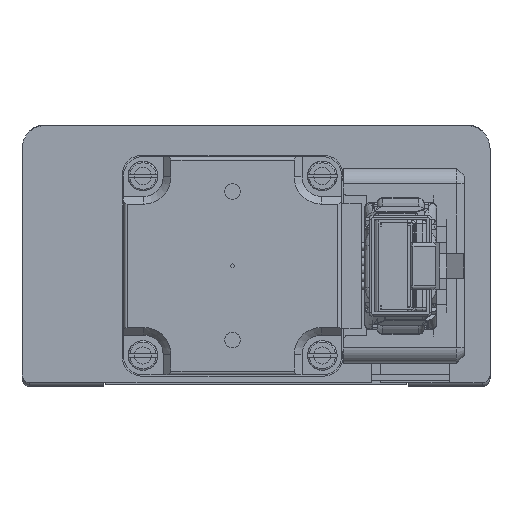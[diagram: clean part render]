
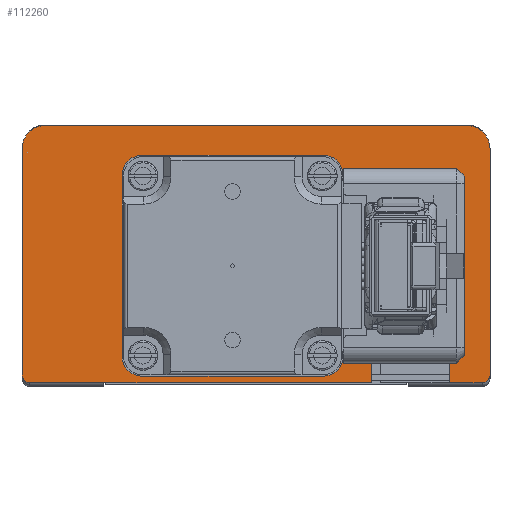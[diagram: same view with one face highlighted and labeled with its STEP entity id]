
A CAD part, front view. The second image highlights one B-rep face of the part: STEP entity #112260.
In plain terms, the highlighted face is planar.
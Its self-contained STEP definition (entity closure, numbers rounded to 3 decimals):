
#3995=LINE('',#189829,#16808);
#3999=LINE('',#189839,#16812);
#4002=LINE('',#189847,#16815);
#4005=LINE('',#189855,#16818);
#4008=LINE('',#189863,#16821);
#4010=LINE('',#189867,#16823);
#4012=LINE('',#189871,#16825);
#4013=LINE('',#189873,#16826);
#4014=LINE('',#189874,#16827);
#4015=LINE('',#189879,#16828);
#4016=LINE('',#189883,#16829);
#4017=LINE('',#189887,#16830);
#4018=LINE('',#189891,#16831);
#4019=LINE('',#189895,#16832);
#4020=LINE('',#189899,#16833);
#4021=LINE('',#189903,#16834);
#16808=VECTOR('',#159529,1000.);
#16812=VECTOR('',#159539,1000.);
#16815=VECTOR('',#159548,1000.);
#16818=VECTOR('',#159557,1000.);
#16821=VECTOR('',#159566,1000.);
#16823=VECTOR('',#159570,1000.);
#16825=VECTOR('',#159574,1000.);
#16826=VECTOR('',#159575,1000.);
#16827=VECTOR('',#159576,1000.);
#16828=VECTOR('',#159579,1000.);
#16829=VECTOR('',#159582,1000.);
#16830=VECTOR('',#159585,1000.);
#16831=VECTOR('',#159588,1000.);
#16832=VECTOR('',#159591,1000.);
#16833=VECTOR('',#159594,1000.);
#16834=VECTOR('',#159597,1000.);
#31050=ORIENTED_EDGE('',*,*,#63826,.F.);
#31051=ORIENTED_EDGE('',*,*,#63847,.F.);
#31052=ORIENTED_EDGE('',*,*,#63848,.F.);
#31053=ORIENTED_EDGE('',*,*,#63845,.F.);
#31054=ORIENTED_EDGE('',*,*,#63843,.F.);
#31055=ORIENTED_EDGE('',*,*,#63841,.T.);
#31056=ORIENTED_EDGE('',*,*,#63839,.F.);
#31057=ORIENTED_EDGE('',*,*,#63837,.T.);
#31058=ORIENTED_EDGE('',*,*,#63835,.F.);
#31059=ORIENTED_EDGE('',*,*,#63833,.T.);
#31060=ORIENTED_EDGE('',*,*,#63831,.F.);
#31061=ORIENTED_EDGE('',*,*,#63829,.T.);
#31062=ORIENTED_EDGE('',*,*,#63849,.T.);
#31063=ORIENTED_EDGE('',*,*,#63850,.T.);
#31064=ORIENTED_EDGE('',*,*,#63851,.T.);
#31065=ORIENTED_EDGE('',*,*,#63852,.T.);
#31066=ORIENTED_EDGE('',*,*,#63853,.T.);
#31067=ORIENTED_EDGE('',*,*,#63854,.T.);
#31068=ORIENTED_EDGE('',*,*,#63855,.T.);
#31069=ORIENTED_EDGE('',*,*,#63856,.T.);
#31070=ORIENTED_EDGE('',*,*,#63857,.T.);
#31071=ORIENTED_EDGE('',*,*,#63858,.T.);
#31072=ORIENTED_EDGE('',*,*,#63859,.T.);
#31073=ORIENTED_EDGE('',*,*,#63860,.T.);
#31074=ORIENTED_EDGE('',*,*,#63861,.T.);
#31075=ORIENTED_EDGE('',*,*,#63862,.T.);
#31076=ORIENTED_EDGE('',*,*,#63863,.T.);
#31077=ORIENTED_EDGE('',*,*,#63864,.T.);
#63826=EDGE_CURVE('',#80413,#80414,#3995,.T.);
#63829=EDGE_CURVE('',#80415,#80414,#91339,.T.);
#63831=EDGE_CURVE('',#80415,#80416,#3999,.T.);
#63833=EDGE_CURVE('',#80417,#80416,#91340,.T.);
#63835=EDGE_CURVE('',#80417,#80418,#4002,.T.);
#63837=EDGE_CURVE('',#80419,#80418,#91341,.T.);
#63839=EDGE_CURVE('',#80419,#80420,#4005,.T.);
#63841=EDGE_CURVE('',#80421,#80420,#91342,.T.);
#63843=EDGE_CURVE('',#80421,#80422,#4008,.T.);
#63845=EDGE_CURVE('',#80422,#80423,#4010,.T.);
#63847=EDGE_CURVE('',#80424,#80413,#4012,.T.);
#63848=EDGE_CURVE('',#80423,#80424,#4013,.T.);
#63849=EDGE_CURVE('',#80425,#80426,#4014,.T.);
#63850=EDGE_CURVE('',#80426,#80427,#91343,.T.);
#63851=EDGE_CURVE('',#80427,#80428,#4015,.T.);
#63852=EDGE_CURVE('',#80428,#80429,#91344,.T.);
#63853=EDGE_CURVE('',#80429,#80430,#4016,.T.);
#63854=EDGE_CURVE('',#80430,#80431,#91345,.T.);
#63855=EDGE_CURVE('',#80431,#80432,#4017,.T.);
#63856=EDGE_CURVE('',#80432,#80433,#91346,.T.);
#63857=EDGE_CURVE('',#80433,#80434,#4018,.T.);
#63858=EDGE_CURVE('',#80434,#80435,#91347,.T.);
#63859=EDGE_CURVE('',#80435,#80436,#4019,.T.);
#63860=EDGE_CURVE('',#80436,#80437,#91348,.T.);
#63861=EDGE_CURVE('',#80437,#80438,#4020,.T.);
#63862=EDGE_CURVE('',#80438,#80439,#91349,.T.);
#63863=EDGE_CURVE('',#80439,#80440,#4021,.T.);
#63864=EDGE_CURVE('',#80440,#80425,#91350,.T.);
#80413=VERTEX_POINT('',#189830);
#80414=VERTEX_POINT('',#189831);
#80415=VERTEX_POINT('',#189836);
#80416=VERTEX_POINT('',#189840);
#80417=VERTEX_POINT('',#189844);
#80418=VERTEX_POINT('',#189848);
#80419=VERTEX_POINT('',#189852);
#80420=VERTEX_POINT('',#189856);
#80421=VERTEX_POINT('',#189860);
#80422=VERTEX_POINT('',#189864);
#80423=VERTEX_POINT('',#189868);
#80424=VERTEX_POINT('',#189872);
#80425=VERTEX_POINT('',#189875);
#80426=VERTEX_POINT('',#189876);
#80427=VERTEX_POINT('',#189878);
#80428=VERTEX_POINT('',#189880);
#80429=VERTEX_POINT('',#189882);
#80430=VERTEX_POINT('',#189884);
#80431=VERTEX_POINT('',#189886);
#80432=VERTEX_POINT('',#189888);
#80433=VERTEX_POINT('',#189890);
#80434=VERTEX_POINT('',#189892);
#80435=VERTEX_POINT('',#189894);
#80436=VERTEX_POINT('',#189896);
#80437=VERTEX_POINT('',#189898);
#80438=VERTEX_POINT('',#189900);
#80439=VERTEX_POINT('',#189902);
#80440=VERTEX_POINT('',#189904);
#91339=CIRCLE('',#149712,1.);
#91340=CIRCLE('',#149715,3.);
#91341=CIRCLE('',#149718,3.);
#91342=CIRCLE('',#149721,1.);
#91343=CIRCLE('',#149725,5.);
#91344=CIRCLE('',#149726,3.5);
#91345=CIRCLE('',#149727,5.);
#91346=CIRCLE('',#149728,3.5);
#91347=CIRCLE('',#149729,5.);
#91348=CIRCLE('',#149730,3.5);
#91349=CIRCLE('',#149731,5.);
#91350=CIRCLE('',#149732,3.5);
#94173=EDGE_LOOP('',(#31050,#31051,#31052,#31053,#31054,#31055,#31056,#31057,
#31058,#31059,#31060,#31061));
#94174=EDGE_LOOP('',(#31062,#31063,#31064,#31065,#31066,#31067,#31068,#31069,
#31070,#31071,#31072,#31073,#31074,#31075,#31076,#31077));
#101167=FACE_BOUND('',#94173,.T.);
#101168=FACE_BOUND('',#94174,.T.);
#107894=PLANE('',#149724);
#112260=ADVANCED_FACE('',(#101167,#101168),#107894,.F.);
#149712=AXIS2_PLACEMENT_3D('',#189835,#159534,#159535);
#149715=AXIS2_PLACEMENT_3D('',#189843,#159543,#159544);
#149718=AXIS2_PLACEMENT_3D('',#189851,#159552,#159553);
#149721=AXIS2_PLACEMENT_3D('',#189859,#159561,#159562);
#149724=AXIS2_PLACEMENT_3D('',#189870,#159572,#159573);
#149725=AXIS2_PLACEMENT_3D('',#189877,#159577,#159578);
#149726=AXIS2_PLACEMENT_3D('',#189881,#159580,#159581);
#149727=AXIS2_PLACEMENT_3D('',#189885,#159583,#159584);
#149728=AXIS2_PLACEMENT_3D('',#189889,#159586,#159587);
#149729=AXIS2_PLACEMENT_3D('',#189893,#159589,#159590);
#149730=AXIS2_PLACEMENT_3D('',#189897,#159592,#159593);
#149731=AXIS2_PLACEMENT_3D('',#189901,#159595,#159596);
#149732=AXIS2_PLACEMENT_3D('',#189905,#159598,#159599);
#159529=DIRECTION('',(-1.,0.,0.));
#159534=DIRECTION('',(0.,0.,1.));
#159535=DIRECTION('',(-1.,0.,0.));
#159539=DIRECTION('',(0.,1.,0.));
#159543=DIRECTION('',(0.,0.,1.));
#159544=DIRECTION('',(-1.,0.,0.));
#159548=DIRECTION('',(1.,0.,0.));
#159552=DIRECTION('',(0.,0.,1.));
#159553=DIRECTION('',(-1.,0.,0.));
#159557=DIRECTION('',(0.,-1.,0.));
#159561=DIRECTION('',(0.,0.,1.));
#159562=DIRECTION('',(-1.,0.,0.));
#159566=DIRECTION('',(-1.,0.,0.));
#159570=DIRECTION('',(0.,1.,0.));
#159572=DIRECTION('',(0.,0.,-1.));
#159573=DIRECTION('',(-1.,0.,0.));
#159574=DIRECTION('',(0.,-1.,0.));
#159575=DIRECTION('',(-1.,0.,0.));
#159576=DIRECTION('',(0.,1.,0.));
#159577=DIRECTION('',(0.,0.,-1.));
#159578=DIRECTION('',(0.,1.,0.));
#159579=DIRECTION('',(0.,-1.,0.));
#159580=DIRECTION('',(0.,0.,-1.));
#159581=DIRECTION('',(0.,1.,0.));
#159582=DIRECTION('',(1.,0.,0.));
#159583=DIRECTION('',(0.,0.,-1.));
#159584=DIRECTION('',(0.,1.,0.));
#159585=DIRECTION('',(-1.,0.,0.));
#159586=DIRECTION('',(0.,0.,-1.));
#159587=DIRECTION('',(0.,1.,0.));
#159588=DIRECTION('',(0.,-1.,0.));
#159589=DIRECTION('',(0.,0.,-1.));
#159590=DIRECTION('',(0.,1.,0.));
#159591=DIRECTION('',(0.,1.,0.));
#159592=DIRECTION('',(0.,0.,-1.));
#159593=DIRECTION('',(0.,1.,0.));
#159594=DIRECTION('',(-1.,0.,0.));
#159595=DIRECTION('',(0.,0.,-1.));
#159596=DIRECTION('',(0.,1.,0.));
#159597=DIRECTION('',(1.,0.,0.));
#159598=DIRECTION('',(0.,0.,-1.));
#159599=DIRECTION('',(0.,1.,0.));
#189829=CARTESIAN_POINT('',(-30.,0.5,283.));
#189830=CARTESIAN_POINT('',(14.8,0.5,283.));
#189831=CARTESIAN_POINT('',(-29.,0.5,283.));
#189835=CARTESIAN_POINT('',(-29.,1.5,283.));
#189836=CARTESIAN_POINT('',(-30.,1.5,283.));
#189839=CARTESIAN_POINT('',(-30.,0.5,283.));
#189840=CARTESIAN_POINT('',(-30.,30.5,283.));
#189843=CARTESIAN_POINT('',(-27.,30.5,283.));
#189844=CARTESIAN_POINT('',(-27.,33.5,283.));
#189847=CARTESIAN_POINT('',(-30.,33.5,283.));
#189848=CARTESIAN_POINT('',(27.,33.5,283.));
#189851=CARTESIAN_POINT('',(27.,30.5,283.));
#189852=CARTESIAN_POINT('',(30.,30.5,283.));
#189855=CARTESIAN_POINT('',(30.,0.5,283.));
#189856=CARTESIAN_POINT('',(30.,1.5,283.));
#189859=CARTESIAN_POINT('',(29.,1.5,283.));
#189860=CARTESIAN_POINT('',(29.,0.5,283.));
#189863=CARTESIAN_POINT('',(-30.,0.5,283.));
#189864=CARTESIAN_POINT('',(24.8,0.5,283.));
#189867=CARTESIAN_POINT('',(24.8,0.5,283.));
#189868=CARTESIAN_POINT('',(24.8,8.5,283.));
#189870=CARTESIAN_POINT('',(-30.,0.5,283.));
#189871=CARTESIAN_POINT('',(14.8,0.5,283.));
#189872=CARTESIAN_POINT('',(14.8,8.5,283.));
#189873=CARTESIAN_POINT('',(14.8,8.5,283.));
#189874=CARTESIAN_POINT('',(-4.5,18.662,283.));
#189875=CARTESIAN_POINT('',(-4.5,18.662,283.));
#189876=CARTESIAN_POINT('',(-4.5,20.27,283.));
#189877=CARTESIAN_POINT('',(-3.,15.5,283.));
#189878=CARTESIAN_POINT('',(-1.5,20.27,283.));
#189879=CARTESIAN_POINT('',(-1.5,18.662,283.));
#189880=CARTESIAN_POINT('',(-1.5,18.662,283.));
#189881=CARTESIAN_POINT('',(-3.,15.5,283.));
#189882=CARTESIAN_POINT('',(0.162,17.,283.));
#189883=CARTESIAN_POINT('',(0.162,17.,283.));
#189884=CARTESIAN_POINT('',(1.77,17.,283.));
#189885=CARTESIAN_POINT('',(-3.,15.5,283.));
#189886=CARTESIAN_POINT('',(1.77,14.,283.));
#189887=CARTESIAN_POINT('',(0.162,14.,283.));
#189888=CARTESIAN_POINT('',(0.162,14.,283.));
#189889=CARTESIAN_POINT('',(-3.,15.5,283.));
#189890=CARTESIAN_POINT('',(-1.5,12.338,283.));
#189891=CARTESIAN_POINT('',(-1.5,12.338,283.));
#189892=CARTESIAN_POINT('',(-1.5,10.73,283.));
#189893=CARTESIAN_POINT('',(-3.,15.5,283.));
#189894=CARTESIAN_POINT('',(-4.5,10.73,283.));
#189895=CARTESIAN_POINT('',(-4.5,15.5,283.));
#189896=CARTESIAN_POINT('',(-4.5,12.338,283.));
#189897=CARTESIAN_POINT('',(-3.,15.5,283.));
#189898=CARTESIAN_POINT('',(-6.162,14.,283.));
#189899=CARTESIAN_POINT('',(-6.162,14.,283.));
#189900=CARTESIAN_POINT('',(-7.77,14.,283.));
#189901=CARTESIAN_POINT('',(-3.,15.5,283.));
#189902=CARTESIAN_POINT('',(-7.77,17.,283.));
#189903=CARTESIAN_POINT('',(-6.162,17.,283.));
#189904=CARTESIAN_POINT('',(-6.162,17.,283.));
#189905=CARTESIAN_POINT('',(-3.,15.5,283.));
